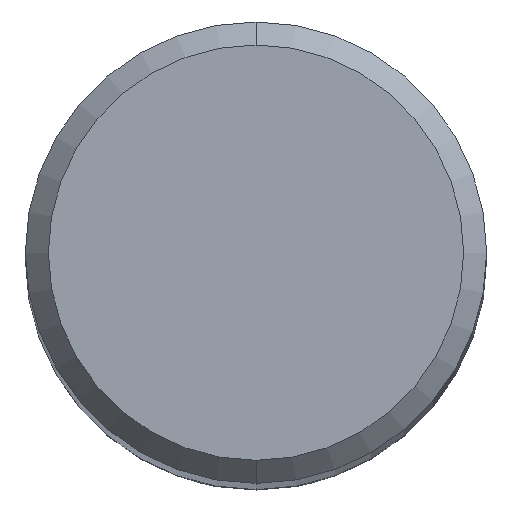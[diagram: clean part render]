
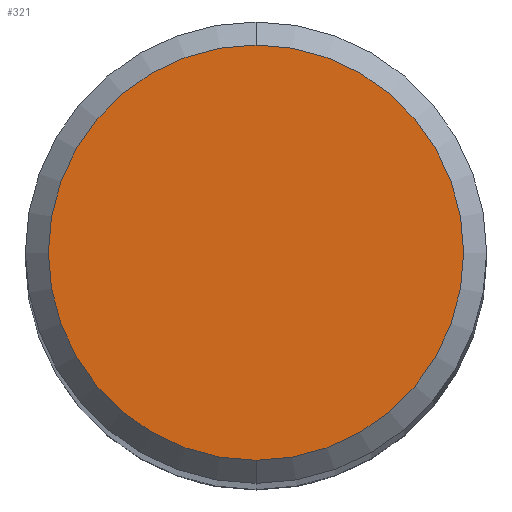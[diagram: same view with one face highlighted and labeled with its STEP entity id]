
A CAD part, top view. The second image highlights one B-rep face of the part: STEP entity #321.
In plain terms, the highlighted planar face has unit normal (0, 0, 1).
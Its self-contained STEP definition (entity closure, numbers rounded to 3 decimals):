
#173=EDGE_CURVE('',#369,#307,#431,.T.);
#237=EDGE_CURVE('',#307,#369,#504,.T.);
#307=VERTEX_POINT('',#577);
#321=ADVANCED_FACE('',(#592),#593,.T.);
#369=VERTEX_POINT('',#646);
#431=CIRCLE('',#743,3.6);
#504=CIRCLE('',#892,3.6);
#577=CARTESIAN_POINT('',(0.0,3.6,0.0));
#592=FACE_OUTER_BOUND('',#1092,.T.);
#593=PLANE('',#1093);
#646=CARTESIAN_POINT('',(0.,-3.6,0.0));
#743=AXIS2_PLACEMENT_3D('',#1278,#1279,#1280);
#892=AXIS2_PLACEMENT_3D('',#1381,#1382,#1383);
#1092=EDGE_LOOP('',(#1442,#1443));
#1093=AXIS2_PLACEMENT_3D('',#1444,#1445,#1446);
#1278=CARTESIAN_POINT('',(0.0,0.0,0.0));
#1279=DIRECTION('',(0.0,0.0,-1.0));
#1280=DIRECTION('',(0.0,1.0,0.0));
#1381=CARTESIAN_POINT('',(0.0,0.0,0.0));
#1382=DIRECTION('',(0.0,0.0,-1.0));
#1383=DIRECTION('',(0.0,1.0,0.0));
#1442=ORIENTED_EDGE('',*,*,#237,.F.);
#1443=ORIENTED_EDGE('',*,*,#173,.F.);
#1444=CARTESIAN_POINT('',(0.0,1.8,0.0));
#1445=DIRECTION('',(-0.0,0.0,1.0));
#1446=DIRECTION('',(0.0,-1.0,0.0));
